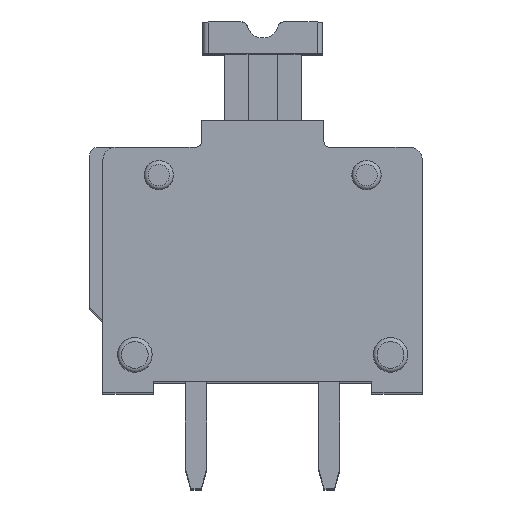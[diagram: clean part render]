
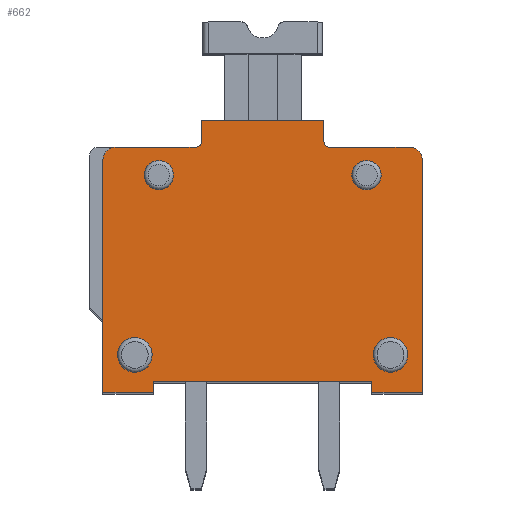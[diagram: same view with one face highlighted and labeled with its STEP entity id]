
A CAD part, top view. The second image highlights one B-rep face of the part: STEP entity #662.
In plain terms, the highlighted planar face has unit normal (0, 0, 1).
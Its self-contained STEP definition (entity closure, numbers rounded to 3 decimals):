
#662 = ADVANCED_FACE( '', ( #1640, #1641, #1642, #1643, #1644 ), #1645, .T. );
#1640 = FACE_OUTER_BOUND( '', #2968, .T. );
#1641 = FACE_BOUND( '', #2969, .T. );
#1642 = FACE_BOUND( '', #2970, .T. );
#1643 = FACE_BOUND( '', #2971, .T. );
#1644 = FACE_BOUND( '', #2972, .T. );
#1645 = PLANE( '', #2973 );
#2968 = EDGE_LOOP( '', ( #4767, #4768, #4769, #4770, #4771, #4772, #4773, #4774, #4775, #4776, #4777, #4778, #4779, #4780, #4781, #4782 ) );
#2969 = EDGE_LOOP( '', ( #4783 ) );
#2970 = EDGE_LOOP( '', ( #4784 ) );
#2971 = EDGE_LOOP( '', ( #4785 ) );
#2972 = EDGE_LOOP( '', ( #4786 ) );
#2973 = AXIS2_PLACEMENT_3D( '', #4787, #4788, #4789 );
#4767 = ORIENTED_EDGE( '', *, *, #8295, .T. );
#4768 = ORIENTED_EDGE( '', *, *, #8296, .T. );
#4769 = ORIENTED_EDGE( '', *, *, #8191, .F. );
#4770 = ORIENTED_EDGE( '', *, *, #8297, .F. );
#4771 = ORIENTED_EDGE( '', *, *, #7904, .F. );
#4772 = ORIENTED_EDGE( '', *, *, #8298, .T. );
#4773 = ORIENTED_EDGE( '', *, *, #8299, .F. );
#4774 = ORIENTED_EDGE( '', *, *, #8300, .F. );
#4775 = ORIENTED_EDGE( '', *, *, #8301, .T. );
#4776 = ORIENTED_EDGE( '', *, *, #8302, .T. );
#4777 = ORIENTED_EDGE( '', *, *, #8303, .T. );
#4778 = ORIENTED_EDGE( '', *, *, #8304, .T. );
#4779 = ORIENTED_EDGE( '', *, *, #8305, .T. );
#4780 = ORIENTED_EDGE( '', *, *, #8306, .F. );
#4781 = ORIENTED_EDGE( '', *, *, #8307, .T. );
#4782 = ORIENTED_EDGE( '', *, *, #8308, .F. );
#4783 = ORIENTED_EDGE( '', *, *, #8309, .F. );
#4784 = ORIENTED_EDGE( '', *, *, #8310, .F. );
#4785 = ORIENTED_EDGE( '', *, *, #8311, .F. );
#4786 = ORIENTED_EDGE( '', *, *, #8312, .F. );
#4787 = CARTESIAN_POINT( '', ( 5.954, 7.756, 3.5 ) );
#4788 = DIRECTION( '', ( 0., 0., 1. ) );
#4789 = DIRECTION( '', ( 1., 0., 0. ) );
#7904 = EDGE_CURVE( '', #9444, #9446, #9447, .T. );
#8191 = EDGE_CURVE( '', #9947, #9949, #9950, .T. );
#8295 = EDGE_CURVE( '', #10126, #10127, #10128, .T. );
#8296 = EDGE_CURVE( '', #10127, #9949, #10129, .T. );
#8297 = EDGE_CURVE( '', #9446, #9947, #10130, .T. );
#8298 = EDGE_CURVE( '', #9444, #10131, #10132, .T. );
#8299 = EDGE_CURVE( '', #10133, #10131, #10134, .T. );
#8300 = EDGE_CURVE( '', #10135, #10133, #10136, .T. );
#8301 = EDGE_CURVE( '', #10135, #10137, #10138, .T. );
#8302 = EDGE_CURVE( '', #10137, #10139, #10140, .T. );
#8303 = EDGE_CURVE( '', #10139, #10141, #10142, .T. );
#8304 = EDGE_CURVE( '', #10141, #10143, #10144, .T. );
#8305 = EDGE_CURVE( '', #10143, #10145, #10146, .T. );
#8306 = EDGE_CURVE( '', #10147, #10145, #10148, .T. );
#8307 = EDGE_CURVE( '', #10147, #10149, #10150, .T. );
#8308 = EDGE_CURVE( '', #10126, #10149, #10151, .T. );
#8309 = EDGE_CURVE( '', #10152, #10152, #10153, .T. );
#8310 = EDGE_CURVE( '', #10154, #10154, #10155, .T. );
#8311 = EDGE_CURVE( '', #10156, #10156, #10157, .T. );
#8312 = EDGE_CURVE( '', #10158, #10158, #10159, .T. );
#9444 = VERTEX_POINT( '', #11772 );
#9446 = VERTEX_POINT( '', #11775 );
#9447 = LINE( '', #11776, #11777 );
#9947 = VERTEX_POINT( '', #12515 );
#9949 = VERTEX_POINT( '', #12518 );
#9950 = LINE( '', #12519, #12520 );
#10126 = VERTEX_POINT( '', #12771 );
#10127 = VERTEX_POINT( '', #12772 );
#10128 = LINE( '', #12773, #12774 );
#10129 = LINE( '', #12775, #12776 );
#10130 = LINE( '', #12777, #12778 );
#10131 = VERTEX_POINT( '', #12779 );
#10132 = LINE( '', #12780, #12781 );
#10133 = VERTEX_POINT( '', #12782 );
#10134 = LINE( '', #12783, #12784 );
#10135 = VERTEX_POINT( '', #12785 );
#10136 = CIRCLE( '', #12786, 0.5 );
#10137 = VERTEX_POINT( '', #12787 );
#10138 = LINE( '', #12788, #12789 );
#10139 = VERTEX_POINT( '', #12790 );
#10140 = CIRCLE( '', #12791, 0.2 );
#10141 = VERTEX_POINT( '', #12792 );
#10142 = LINE( '', #12793, #12794 );
#10143 = VERTEX_POINT( '', #12795 );
#10144 = LINE( '', #12796, #12797 );
#10145 = VERTEX_POINT( '', #12798 );
#10146 = LINE( '', #12799, #12800 );
#10147 = VERTEX_POINT( '', #12801 );
#10148 = CIRCLE( '', #12802, 0.2 );
#10149 = VERTEX_POINT( '', #12803 );
#10150 = LINE( '', #12804, #12805 );
#10151 = CIRCLE( '', #12806, 0.5 );
#10152 = VERTEX_POINT( '', #12807 );
#10153 = CIRCLE( '', #12808, 0.65 );
#10154 = VERTEX_POINT( '', #12809 );
#10155 = CIRCLE( '', #12810, 0.55 );
#10156 = VERTEX_POINT( '', #12811 );
#10157 = CIRCLE( '', #12812, 0.65 );
#10158 = VERTEX_POINT( '', #12813 );
#10159 = CIRCLE( '', #12814, 0.55 );
#11772 = CARTESIAN_POINT( '', ( 10.1, 0., 3.5 ) );
#11775 = CARTESIAN_POINT( '', ( 10.1, 0.4, 3.5 ) );
#11776 = CARTESIAN_POINT( '', ( 10.1, 7.285, 3.5 ) );
#11777 = VECTOR( '', #14882, 1000. );
#12515 = CARTESIAN_POINT( '', ( 1.9, 0.4, 3.5 ) );
#12518 = CARTESIAN_POINT( '', ( 1.9, 0., 3.5 ) );
#12519 = CARTESIAN_POINT( '', ( 1.9, 7.285, 3.5 ) );
#12520 = VECTOR( '', #15203, 1000. );
#12771 = CARTESIAN_POINT( '', ( 0., 8.7, 3.5 ) );
#12772 = CARTESIAN_POINT( '', ( 0., 0., 3.5 ) );
#12773 = CARTESIAN_POINT( '', ( 0., 7.285, 3.5 ) );
#12774 = VECTOR( '', #15309, 1000. );
#12775 = CARTESIAN_POINT( '', ( 7.771, 0., 3.5 ) );
#12776 = VECTOR( '', #15310, 1000. );
#12777 = CARTESIAN_POINT( '', ( 7.771, 0.4, 3.5 ) );
#12778 = VECTOR( '', #15311, 1000. );
#12779 = CARTESIAN_POINT( '', ( 12., 0., 3.5 ) );
#12780 = CARTESIAN_POINT( '', ( 7.771, 0., 3.5 ) );
#12781 = VECTOR( '', #15312, 1000. );
#12782 = CARTESIAN_POINT( '', ( 12., 8.7, 3.5 ) );
#12783 = CARTESIAN_POINT( '', ( 12., 7.285, 3.5 ) );
#12784 = VECTOR( '', #15313, 1000. );
#12785 = CARTESIAN_POINT( '', ( 11.5, 9.2, 3.5 ) );
#12786 = AXIS2_PLACEMENT_3D( '', #15314, #15315, #15316 );
#12787 = CARTESIAN_POINT( '', ( 8.5, 9.2, 3.5 ) );
#12788 = CARTESIAN_POINT( '', ( 7.771, 9.2, 3.5 ) );
#12789 = VECTOR( '', #15317, 1000. );
#12790 = CARTESIAN_POINT( '', ( 8.3, 9.4, 3.5 ) );
#12791 = AXIS2_PLACEMENT_3D( '', #15318, #15319, #15320 );
#12792 = CARTESIAN_POINT( '', ( 8.3, 10.2, 3.5 ) );
#12793 = CARTESIAN_POINT( '', ( 8.3, 7.285, 3.5 ) );
#12794 = VECTOR( '', #15321, 1000. );
#12795 = CARTESIAN_POINT( '', ( 3.7, 10.2, 3.5 ) );
#12796 = CARTESIAN_POINT( '', ( 7.771, 10.2, 3.5 ) );
#12797 = VECTOR( '', #15322, 1000. );
#12798 = CARTESIAN_POINT( '', ( 3.7, 9.4, 3.5 ) );
#12799 = CARTESIAN_POINT( '', ( 3.7, 7.285, 3.5 ) );
#12800 = VECTOR( '', #15323, 1000. );
#12801 = CARTESIAN_POINT( '', ( 3.5, 9.2, 3.5 ) );
#12802 = AXIS2_PLACEMENT_3D( '', #15324, #15325, #15326 );
#12803 = CARTESIAN_POINT( '', ( 0.5, 9.2, 3.5 ) );
#12804 = CARTESIAN_POINT( '', ( 7.771, 9.2, 3.5 ) );
#12805 = VECTOR( '', #15327, 1000. );
#12806 = AXIS2_PLACEMENT_3D( '', #15328, #15329, #15330 );
#12807 = CARTESIAN_POINT( '', ( 1.85, 1.4, 3.5 ) );
#12808 = AXIS2_PLACEMENT_3D( '', #15331, #15332, #15333 );
#12809 = CARTESIAN_POINT( '', ( 2.65, 8.15, 3.5 ) );
#12810 = AXIS2_PLACEMENT_3D( '', #15334, #15335, #15336 );
#12811 = CARTESIAN_POINT( '', ( 11.45, 1.4, 3.5 ) );
#12812 = AXIS2_PLACEMENT_3D( '', #15337, #15338, #15339 );
#12813 = CARTESIAN_POINT( '', ( 10.45, 8.15, 3.5 ) );
#12814 = AXIS2_PLACEMENT_3D( '', #15340, #15341, #15342 );
#14882 = DIRECTION( '', ( 0., 1., 0. ) );
#15203 = DIRECTION( '', ( 0., -1., 0. ) );
#15309 = DIRECTION( '', ( 0., -1., 0. ) );
#15310 = DIRECTION( '', ( 1., 0., 0. ) );
#15311 = DIRECTION( '', ( -1., 0., 0. ) );
#15312 = DIRECTION( '', ( 1., 0., 0. ) );
#15313 = DIRECTION( '', ( 0., -1., 0. ) );
#15314 = CARTESIAN_POINT( '', ( 11.5, 8.7, 3.5 ) );
#15315 = DIRECTION( '', ( 0., 0., -1. ) );
#15316 = DIRECTION( '', ( -1., 0., 0. ) );
#15317 = DIRECTION( '', ( -1., 0., 0. ) );
#15318 = CARTESIAN_POINT( '', ( 8.5, 9.4, 3.5 ) );
#15319 = DIRECTION( '', ( 0., 0., -1. ) );
#15320 = DIRECTION( '', ( -1., 0., 0. ) );
#15321 = DIRECTION( '', ( 0., 1., 0. ) );
#15322 = DIRECTION( '', ( -1., 0., 0. ) );
#15323 = DIRECTION( '', ( 0., -1., 0. ) );
#15324 = CARTESIAN_POINT( '', ( 3.5, 9.4, 3.5 ) );
#15325 = DIRECTION( '', ( 0., 0., 1. ) );
#15326 = DIRECTION( '', ( 1., 0., 0. ) );
#15327 = DIRECTION( '', ( -1., 0., 0. ) );
#15328 = CARTESIAN_POINT( '', ( 0.5, 8.7, 3.5 ) );
#15329 = DIRECTION( '', ( 0., 0., -1. ) );
#15330 = DIRECTION( '', ( -1., 0., 0. ) );
#15331 = CARTESIAN_POINT( '', ( 1.2, 1.4, 3.5 ) );
#15332 = DIRECTION( '', ( 0., 0., 1. ) );
#15333 = DIRECTION( '', ( 1., 0., 0. ) );
#15334 = CARTESIAN_POINT( '', ( 2.1, 8.15, 3.5 ) );
#15335 = DIRECTION( '', ( 0., 0., 1. ) );
#15336 = DIRECTION( '', ( 1., 0., 0. ) );
#15337 = CARTESIAN_POINT( '', ( 10.8, 1.4, 3.5 ) );
#15338 = DIRECTION( '', ( 0., 0., 1. ) );
#15339 = DIRECTION( '', ( 1., 0., 0. ) );
#15340 = CARTESIAN_POINT( '', ( 9.9, 8.15, 3.5 ) );
#15341 = DIRECTION( '', ( 0., 0., 1. ) );
#15342 = DIRECTION( '', ( 1., 0., 0. ) );
